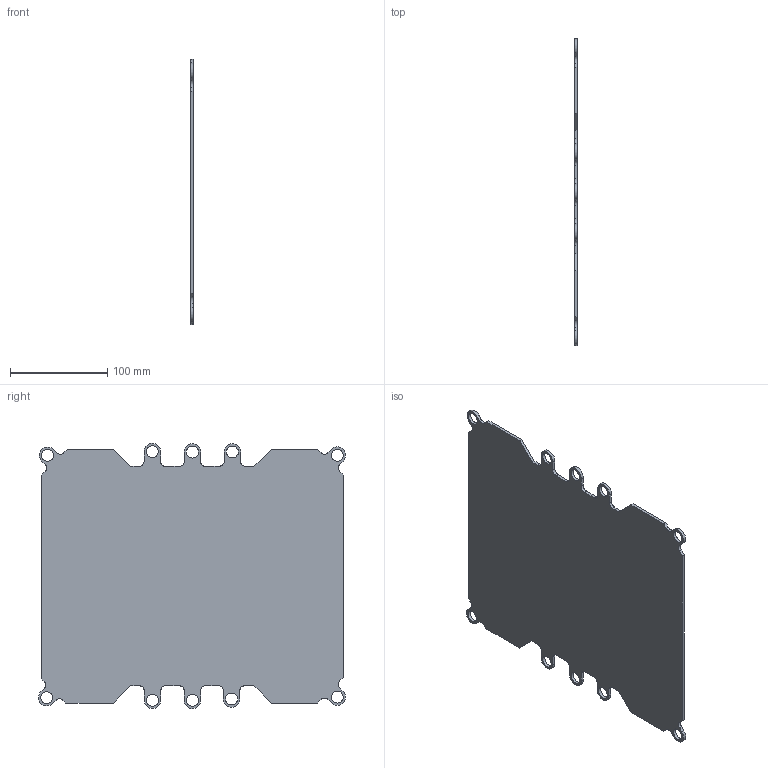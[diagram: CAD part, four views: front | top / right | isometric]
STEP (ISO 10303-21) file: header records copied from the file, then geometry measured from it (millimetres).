
FILE_DESCRIPTION(/* description */ (''),/* implementation_level */ '2;1');
FILE_NAME(/* name */ 'Front Door Plexi.step',/* time_stamp */ '2022-05-26T10:16:41-07:00',/* author */ (''),/* organization */ (''),/* preprocessor_version */ 'ST-DEVELOPER v18.1',/* originating_system */ 'Autodesk Translation Framework v10.14.0.1471',/* authorisation */ '');
FILE_SCHEMA (('AUTOMOTIVE_DESIGN { 1 0 10303 214 3 1 1 }'));
Length unit declared in the file: millimetre
Products named in the file (1): Front Door Plexi
Bounding box: 3 x 315.51 x 272.51 mm (x, y, z)
Volume: 230171.9 mm3; surface area: 158866.6 mm2
Topology: 1 solids, 1 shells, 88 faces, 258 edges, 172 vertices
Faces by surface type: plane 48, cylinder 40
Full cylindrical faces by diameter (mm): 12.3 x10
Entity records: 3022 total; most frequent: CARTESIAN_POINT 519, ORIENTED_EDGE 516, DIRECTION 516, EDGE_CURVE 258, LINE 178, VECTOR 178, VERTEX_POINT 172, AXIS2_PLACEMENT_3D 169
